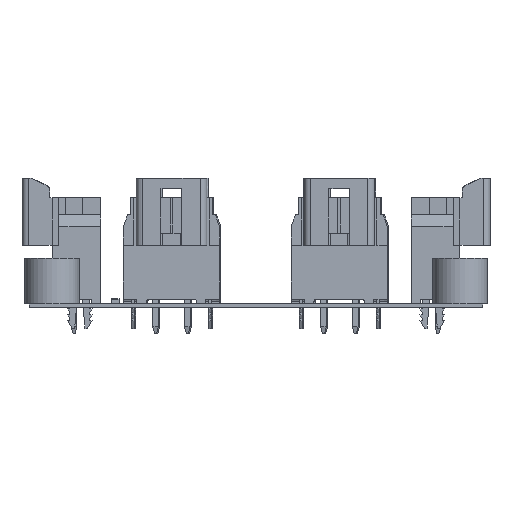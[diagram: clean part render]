
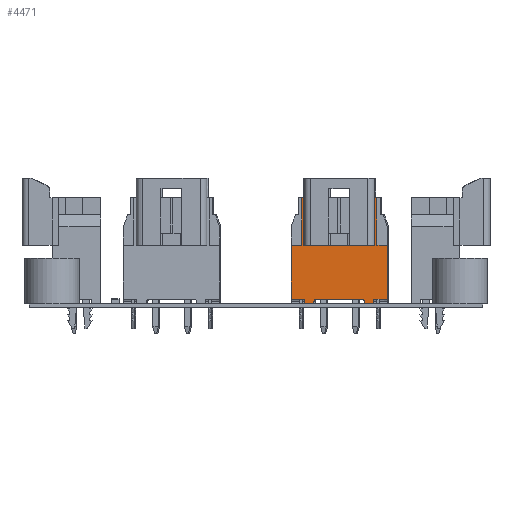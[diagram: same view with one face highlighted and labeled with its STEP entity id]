
A CAD part, front view. The second image highlights one B-rep face of the part: STEP entity #4471.
In plain terms, the highlighted face is planar.
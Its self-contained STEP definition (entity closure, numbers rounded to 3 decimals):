
#2823 = VERTEX_POINT('',#2824);
#2824 = CARTESIAN_POINT('',(-5.3,2.675,-5.3));
#2830 = EDGE_CURVE('',#2823,#2831,#2833,.T.);
#2831 = VERTEX_POINT('',#2832);
#2832 = CARTESIAN_POINT('',(-5.3,2.675,0.65));
#2833 = LINE('',#2834,#2835);
#2834 = CARTESIAN_POINT('',(-5.3,2.675,-5.3));
#2835 = VECTOR('',#2836,1.);
#2836 = DIRECTION('',(0.,0.,1.));
#2991 = VERTEX_POINT('',#2992);
#2992 = CARTESIAN_POINT('',(2.5,2.675,-5.3));
#2998 = EDGE_CURVE('',#2999,#2991,#3001,.T.);
#2999 = VERTEX_POINT('',#3000);
#3000 = CARTESIAN_POINT('',(-2.5,2.675,-5.3));
#3001 = LINE('',#3002,#3003);
#3002 = CARTESIAN_POINT('',(-2.5,2.675,-5.3));
#3003 = VECTOR('',#3004,1.);
#3004 = DIRECTION('',(1.,0.,0.));
#3023 = VERTEX_POINT('',#3024);
#3024 = CARTESIAN_POINT('',(-3.8,2.675,-5.3));
#3030 = EDGE_CURVE('',#2823,#3023,#3031,.T.);
#3031 = LINE('',#3032,#3033);
#3032 = CARTESIAN_POINT('',(-5.3,2.675,-5.3));
#3033 = VECTOR('',#3034,1.);
#3034 = DIRECTION('',(1.,0.,0.));
#3062 = VERTEX_POINT('',#3063);
#3063 = CARTESIAN_POINT('',(5.3,2.675,-5.3));
#3069 = EDGE_CURVE('',#3070,#3062,#3072,.T.);
#3070 = VERTEX_POINT('',#3071);
#3071 = CARTESIAN_POINT('',(3.8,2.675,-5.3));
#3072 = LINE('',#3073,#3074);
#3073 = CARTESIAN_POINT('',(3.8,2.675,-5.3));
#3074 = VECTOR('',#3075,1.);
#3075 = DIRECTION('',(1.,0.,0.));
#4111 = VERTEX_POINT('',#4112);
#4112 = CARTESIAN_POINT('',(-4.15,2.675,5.9));
#4118 = EDGE_CURVE('',#4111,#4119,#4121,.T.);
#4119 = VERTEX_POINT('',#4120);
#4120 = CARTESIAN_POINT('',(-3.9,2.675,5.9));
#4121 = LINE('',#4122,#4123);
#4122 = CARTESIAN_POINT('',(-4.15,2.675,5.9));
#4123 = VECTOR('',#4124,1.);
#4124 = DIRECTION('',(1.,0.,0.));
#4239 = VERTEX_POINT('',#4240);
#4240 = CARTESIAN_POINT('',(3.9,2.675,5.9));
#4246 = EDGE_CURVE('',#4239,#4247,#4249,.T.);
#4247 = VERTEX_POINT('',#4248);
#4248 = CARTESIAN_POINT('',(4.15,2.675,5.9));
#4249 = LINE('',#4250,#4251);
#4250 = CARTESIAN_POINT('',(3.9,2.675,5.9));
#4251 = VECTOR('',#4252,1.);
#4252 = DIRECTION('',(1.,0.,0.));
#4451 = EDGE_CURVE('',#4111,#4452,#4454,.T.);
#4452 = VERTEX_POINT('',#4453);
#4453 = CARTESIAN_POINT('',(-4.15,2.675,0.65));
#4454 = LINE('',#4455,#4456);
#4455 = CARTESIAN_POINT('',(-4.15,2.675,5.9));
#4456 = VECTOR('',#4457,1.);
#4457 = DIRECTION('',(0.,0.,-1.));
#4471 = ADVANCED_FACE('',(#4472),#4593,.T.);
#4472 = FACE_BOUND('',#4473,.F.);
#4473 = EDGE_LOOP('',(#4474,#4475,#4483,#4491,#4499,#4506,#4507,#4516,
    #4524,#4532,#4538,#4539,#4547,#4555,#4561,#4562,#4570,#4578,#4584,
    #4585,#4586,#4592));
#4474 = ORIENTED_EDGE('',*,*,#3030,.T.);
#4475 = ORIENTED_EDGE('',*,*,#4476,.F.);
#4476 = EDGE_CURVE('',#4477,#3023,#4479,.T.);
#4477 = VERTEX_POINT('',#4478);
#4478 = CARTESIAN_POINT('',(-3.8,2.675,-5.9));
#4479 = LINE('',#4480,#4481);
#4480 = CARTESIAN_POINT('',(-3.8,2.675,-5.9));
#4481 = VECTOR('',#4482,1.);
#4482 = DIRECTION('',(0.,0.,1.));
#4483 = ORIENTED_EDGE('',*,*,#4484,.F.);
#4484 = EDGE_CURVE('',#4485,#4477,#4487,.T.);
#4485 = VERTEX_POINT('',#4486);
#4486 = CARTESIAN_POINT('',(-2.8,2.675,-5.9));
#4487 = LINE('',#4488,#4489);
#4488 = CARTESIAN_POINT('',(-2.8,2.675,-5.9));
#4489 = VECTOR('',#4490,1.);
#4490 = DIRECTION('',(-1.,0.,0.));
#4491 = ORIENTED_EDGE('',*,*,#4492,.T.);
#4492 = EDGE_CURVE('',#4485,#4493,#4495,.T.);
#4493 = VERTEX_POINT('',#4494);
#4494 = CARTESIAN_POINT('',(-2.8,2.675,-5.6));
#4495 = LINE('',#4496,#4497);
#4496 = CARTESIAN_POINT('',(-2.8,2.675,-5.9));
#4497 = VECTOR('',#4498,1.);
#4498 = DIRECTION('',(0.,0.,1.));
#4499 = ORIENTED_EDGE('',*,*,#4500,.T.);
#4500 = EDGE_CURVE('',#4493,#2999,#4501,.T.);
#4501 = CIRCLE('',#4502,0.3);
#4502 = AXIS2_PLACEMENT_3D('',#4503,#4504,#4505);
#4503 = CARTESIAN_POINT('',(-2.5,2.675,-5.6));
#4504 = DIRECTION('',(0.,1.,0.));
#4505 = DIRECTION('',(-1.,0.,0.));
#4506 = ORIENTED_EDGE('',*,*,#2998,.T.);
#4507 = ORIENTED_EDGE('',*,*,#4508,.T.);
#4508 = EDGE_CURVE('',#2991,#4509,#4511,.T.);
#4509 = VERTEX_POINT('',#4510);
#4510 = CARTESIAN_POINT('',(2.8,2.675,-5.6));
#4511 = CIRCLE('',#4512,0.3);
#4512 = AXIS2_PLACEMENT_3D('',#4513,#4514,#4515);
#4513 = CARTESIAN_POINT('',(2.5,2.675,-5.6));
#4514 = DIRECTION('',(0.,1.,0.));
#4515 = DIRECTION('',(0.,0.,1.));
#4516 = ORIENTED_EDGE('',*,*,#4517,.F.);
#4517 = EDGE_CURVE('',#4518,#4509,#4520,.T.);
#4518 = VERTEX_POINT('',#4519);
#4519 = CARTESIAN_POINT('',(2.8,2.675,-5.9));
#4520 = LINE('',#4521,#4522);
#4521 = CARTESIAN_POINT('',(2.8,2.675,-5.9));
#4522 = VECTOR('',#4523,1.);
#4523 = DIRECTION('',(0.,0.,1.));
#4524 = ORIENTED_EDGE('',*,*,#4525,.F.);
#4525 = EDGE_CURVE('',#4526,#4518,#4528,.T.);
#4526 = VERTEX_POINT('',#4527);
#4527 = CARTESIAN_POINT('',(3.8,2.675,-5.9));
#4528 = LINE('',#4529,#4530);
#4529 = CARTESIAN_POINT('',(3.8,2.675,-5.9));
#4530 = VECTOR('',#4531,1.);
#4531 = DIRECTION('',(-1.,0.,0.));
#4532 = ORIENTED_EDGE('',*,*,#4533,.T.);
#4533 = EDGE_CURVE('',#4526,#3070,#4534,.T.);
#4534 = LINE('',#4535,#4536);
#4535 = CARTESIAN_POINT('',(3.8,2.675,-5.9));
#4536 = VECTOR('',#4537,1.);
#4537 = DIRECTION('',(0.,0.,1.));
#4538 = ORIENTED_EDGE('',*,*,#3069,.T.);
#4539 = ORIENTED_EDGE('',*,*,#4540,.F.);
#4540 = EDGE_CURVE('',#4541,#3062,#4543,.T.);
#4541 = VERTEX_POINT('',#4542);
#4542 = CARTESIAN_POINT('',(5.3,2.675,0.65));
#4543 = LINE('',#4544,#4545);
#4544 = CARTESIAN_POINT('',(5.3,2.675,0.65));
#4545 = VECTOR('',#4546,1.);
#4546 = DIRECTION('',(0.,0.,-1.));
#4547 = ORIENTED_EDGE('',*,*,#4548,.T.);
#4548 = EDGE_CURVE('',#4541,#4549,#4551,.T.);
#4549 = VERTEX_POINT('',#4550);
#4550 = CARTESIAN_POINT('',(4.15,2.675,0.65));
#4551 = LINE('',#4552,#4553);
#4552 = CARTESIAN_POINT('',(5.3,2.675,0.65));
#4553 = VECTOR('',#4554,1.);
#4554 = DIRECTION('',(-1.,0.,0.));
#4555 = ORIENTED_EDGE('',*,*,#4556,.F.);
#4556 = EDGE_CURVE('',#4247,#4549,#4557,.T.);
#4557 = LINE('',#4558,#4559);
#4558 = CARTESIAN_POINT('',(4.15,2.675,5.9));
#4559 = VECTOR('',#4560,1.);
#4560 = DIRECTION('',(0.,0.,-1.));
#4561 = ORIENTED_EDGE('',*,*,#4246,.F.);
#4562 = ORIENTED_EDGE('',*,*,#4563,.T.);
#4563 = EDGE_CURVE('',#4239,#4564,#4566,.T.);
#4564 = VERTEX_POINT('',#4565);
#4565 = CARTESIAN_POINT('',(3.9,2.675,0.65));
#4566 = LINE('',#4567,#4568);
#4567 = CARTESIAN_POINT('',(3.9,2.675,5.9));
#4568 = VECTOR('',#4569,1.);
#4569 = DIRECTION('',(0.,0.,-1.));
#4570 = ORIENTED_EDGE('',*,*,#4571,.F.);
#4571 = EDGE_CURVE('',#4572,#4564,#4574,.T.);
#4572 = VERTEX_POINT('',#4573);
#4573 = CARTESIAN_POINT('',(-3.9,2.675,0.65));
#4574 = LINE('',#4575,#4576);
#4575 = CARTESIAN_POINT('',(-3.9,2.675,0.65));
#4576 = VECTOR('',#4577,1.);
#4577 = DIRECTION('',(1.,0.,0.));
#4578 = ORIENTED_EDGE('',*,*,#4579,.F.);
#4579 = EDGE_CURVE('',#4119,#4572,#4580,.T.);
#4580 = LINE('',#4581,#4582);
#4581 = CARTESIAN_POINT('',(-3.9,2.675,5.9));
#4582 = VECTOR('',#4583,1.);
#4583 = DIRECTION('',(0.,0.,-1.));
#4584 = ORIENTED_EDGE('',*,*,#4118,.F.);
#4585 = ORIENTED_EDGE('',*,*,#4451,.T.);
#4586 = ORIENTED_EDGE('',*,*,#4587,.F.);
#4587 = EDGE_CURVE('',#2831,#4452,#4588,.T.);
#4588 = LINE('',#4589,#4590);
#4589 = CARTESIAN_POINT('',(-5.3,2.675,0.65));
#4590 = VECTOR('',#4591,1.);
#4591 = DIRECTION('',(1.,0.,0.));
#4592 = ORIENTED_EDGE('',*,*,#2830,.F.);
#4593 = PLANE('',#4594);
#4594 = AXIS2_PLACEMENT_3D('',#4595,#4596,#4597);
#4595 = CARTESIAN_POINT('',(0.,2.675,0.));
#4596 = DIRECTION('',(0.,1.,0.));
#4597 = DIRECTION('',(1.,0.,0.));
